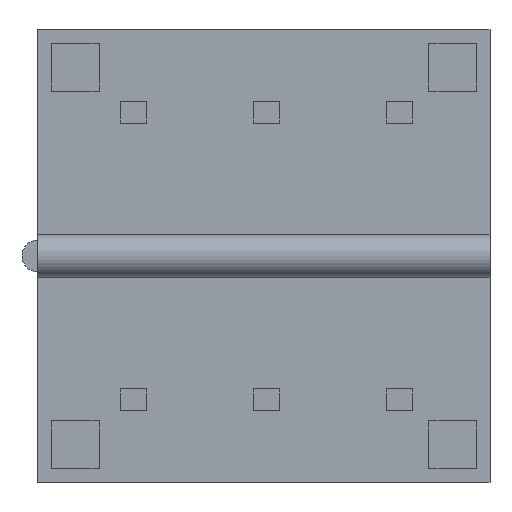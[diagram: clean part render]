
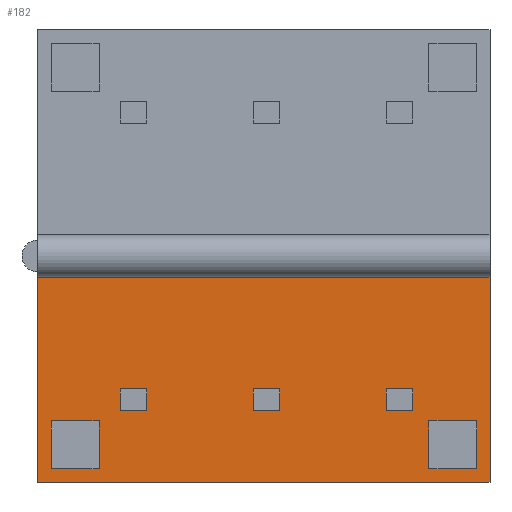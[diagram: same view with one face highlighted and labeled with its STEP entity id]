
A CAD part, front view. The second image highlights one B-rep face of the part: STEP entity #182.
In plain terms, the highlighted planar face has unit normal (0, -1, 0).
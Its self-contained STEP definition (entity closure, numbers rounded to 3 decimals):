
#106 = CARTESIAN_POINT ( 'NONE',  ( -4., 0.5, -4. ) ) ;
#182 = ADVANCED_FACE ( 'NONE', ( #3972, #2137, #3940 ), #4536, .T. ) ;
#276 = CARTESIAN_POINT ( 'NONE',  ( 4., 0.5, -3.1 ) ) ;
#503 = VERTEX_POINT ( 'NONE', #4434 ) ;
#506 = CARTESIAN_POINT ( 'NONE',  ( 4.25, 0.5, -0.4 ) ) ;
#619 = CARTESIAN_POINT ( 'NONE',  ( 4.25, 0.5, 0.4 ) ) ;
#644 = VECTOR ( 'NONE', #5333, 1000. ) ;
#661 = EDGE_CURVE ( 'NONE', #3884, #5214, #3781, .T. ) ;
#808 = LINE ( 'NONE', #5371, #644 ) ;
#903 = LINE ( 'NONE', #3722, #5452 ) ;
#962 = VECTOR ( 'NONE', #5958, 1000. ) ;
#1171 = VECTOR ( 'NONE', #2009, 1000. ) ;
#1204 = CARTESIAN_POINT ( 'NONE',  ( -3.1, 0.5, -3.1 ) ) ;
#1225 = VECTOR ( 'NONE', #3349, 1000. ) ;
#1228 = VERTEX_POINT ( 'NONE', #276 ) ;
#1279 = LINE ( 'NONE', #6022, #5842 ) ;
#1337 = DIRECTION ( 'NONE',  ( 1., 0., 0. ) ) ;
#1359 = DIRECTION ( 'NONE',  ( -1., 0., 0. ) ) ;
#1373 = CARTESIAN_POINT ( 'NONE',  ( 3.1, 0.5, -3.1 ) ) ;
#1378 = VERTEX_POINT ( 'NONE', #5145 ) ;
#1527 = ORIENTED_EDGE ( 'NONE', *, *, #2442, .T. ) ;
#1600 = EDGE_CURVE ( 'NONE', #4749, #3884, #5004, .T. ) ;
#1761 = DIRECTION ( 'NONE',  ( -1., 0., 0. ) ) ;
#1893 = EDGE_CURVE ( 'NONE', #4587, #503, #903, .T. ) ;
#1918 = CARTESIAN_POINT ( 'NONE',  ( 4., 0.5, -4. ) ) ;
#2002 = VERTEX_POINT ( 'NONE', #2879 ) ;
#2009 = DIRECTION ( 'NONE',  ( 0., 0., 1. ) ) ;
#2096 = CARTESIAN_POINT ( 'NONE',  ( 3.1, 0.5, -4. ) ) ;
#2134 = EDGE_CURVE ( 'NONE', #2961, #4587, #4351, .T. ) ;
#2137 = FACE_BOUND ( 'NONE', #3584, .T. ) ;
#2258 = EDGE_CURVE ( 'NONE', #2961, #1378, #5015, .T. ) ;
#2274 = DIRECTION ( 'NONE',  ( 1., 0., 0. ) ) ;
#2343 = ORIENTED_EDGE ( 'NONE', *, *, #6034, .F. ) ;
#2442 = EDGE_CURVE ( 'NONE', #5385, #4749, #1279, .T. ) ;
#2567 = EDGE_CURVE ( 'NONE', #2002, #3168, #2824, .T. ) ;
#2608 = CARTESIAN_POINT ( 'NONE',  ( -3.1, 0.5, -4. ) ) ;
#2661 = EDGE_LOOP ( 'NONE', ( #3213, #2343, #4570, #2813 ) ) ;
#2813 = ORIENTED_EDGE ( 'NONE', *, *, #2134, .F. ) ;
#2824 = LINE ( 'NONE', #1918, #4828 ) ;
#2879 = CARTESIAN_POINT ( 'NONE',  ( 4., 0.5, -4. ) ) ;
#2904 = CARTESIAN_POINT ( 'NONE',  ( -4.25, 0.5, -4.25 ) ) ;
#2911 = DIRECTION ( 'NONE',  ( -1., 0., 0. ) ) ;
#2920 = DIRECTION ( 'NONE',  ( 0., 0., -1. ) ) ;
#2961 = VERTEX_POINT ( 'NONE', #4388 ) ;
#3035 = CARTESIAN_POINT ( 'NONE',  ( 3.1, 0.5, -3.1 ) ) ;
#3154 = ORIENTED_EDGE ( 'NONE', *, *, #5618, .T. ) ;
#3168 = VERTEX_POINT ( 'NONE', #2096 ) ;
#3213 = ORIENTED_EDGE ( 'NONE', *, *, #2258, .T. ) ;
#3249 = ORIENTED_EDGE ( 'NONE', *, *, #2567, .T. ) ;
#3349 = DIRECTION ( 'NONE',  ( 0., 0., 1. ) ) ;
#3575 = DIRECTION ( 'NONE',  ( -1., 0., 0. ) ) ;
#3584 = EDGE_LOOP ( 'NONE', ( #1527, #5828, #5863, #6017 ) ) ;
#3722 = CARTESIAN_POINT ( 'NONE',  ( 4.25, 0.5, -4.25 ) ) ;
#3752 = CARTESIAN_POINT ( 'NONE',  ( -3.1, 0.5, -4. ) ) ;
#3781 = LINE ( 'NONE', #3752, #4420 ) ;
#3863 = CARTESIAN_POINT ( 'NONE',  ( -4., 0.5, -3.1 ) ) ;
#3884 = VERTEX_POINT ( 'NONE', #2608 ) ;
#3940 = FACE_OUTER_BOUND ( 'NONE', #2661, .T. ) ;
#3972 = FACE_BOUND ( 'NONE', #5254, .T. ) ;
#3987 = CARTESIAN_POINT ( 'NONE',  ( 4.25, 0.5, -4.25 ) ) ;
#3988 = ORIENTED_EDGE ( 'NONE', *, *, #4849, .T. ) ;
#3995 = CARTESIAN_POINT ( 'NONE',  ( -4., 0.5, -4. ) ) ;
#4028 = DIRECTION ( 'NONE',  ( 0., -1., 0. ) ) ;
#4036 = ORIENTED_EDGE ( 'NONE', *, *, #5587, .T. ) ;
#4166 = CARTESIAN_POINT ( 'NONE',  ( -3.1, 0.5, -3.1 ) ) ;
#4182 = EDGE_CURVE ( 'NONE', #5214, #5385, #4368, .T. ) ;
#4296 = VERTEX_POINT ( 'NONE', #3035 ) ;
#4351 = LINE ( 'NONE', #506, #5253 ) ;
#4367 = LINE ( 'NONE', #2904, #1225 ) ;
#4368 = LINE ( 'NONE', #106, #1171 ) ;
#4376 = CARTESIAN_POINT ( 'NONE',  ( 4., 0.5, -3.1 ) ) ;
#4388 = CARTESIAN_POINT ( 'NONE',  ( 4.25, 0.5, -0.4 ) ) ;
#4409 = DIRECTION ( 'NONE',  ( 0., 0., -1. ) ) ;
#4417 = CARTESIAN_POINT ( 'NONE',  ( 4.25, 0.5, -0.4 ) ) ;
#4420 = VECTOR ( 'NONE', #1359, 1000. ) ;
#4434 = CARTESIAN_POINT ( 'NONE',  ( -4.25, 0.5, -4.25 ) ) ;
#4536 = PLANE ( 'NONE',  #5230 ) ;
#4570 = ORIENTED_EDGE ( 'NONE', *, *, #1893, .F. ) ;
#4587 = VERTEX_POINT ( 'NONE', #3987 ) ;
#4749 = VERTEX_POINT ( 'NONE', #4166 ) ;
#4828 = VECTOR ( 'NONE', #2911, 1000. ) ;
#4849 = EDGE_CURVE ( 'NONE', #1228, #2002, #5804, .T. ) ;
#5004 = LINE ( 'NONE', #1204, #962 ) ;
#5015 = LINE ( 'NONE', #4417, #5338 ) ;
#5145 = CARTESIAN_POINT ( 'NONE',  ( -4.25, 0.5, -0.4 ) ) ;
#5214 = VERTEX_POINT ( 'NONE', #3995 ) ;
#5230 = AXIS2_PLACEMENT_3D ( 'NONE', #619, #4028, #5899 ) ;
#5253 = VECTOR ( 'NONE', #2920, 1000. ) ;
#5254 = EDGE_LOOP ( 'NONE', ( #4036, #3988, #3249, #3154 ) ) ;
#5333 = DIRECTION ( 'NONE',  ( 0., 0., 1. ) ) ;
#5338 = VECTOR ( 'NONE', #3575, 1000. ) ;
#5371 = CARTESIAN_POINT ( 'NONE',  ( 3.1, 0.5, -4. ) ) ;
#5385 = VERTEX_POINT ( 'NONE', #3863 ) ;
#5429 = VECTOR ( 'NONE', #2274, 1000. ) ;
#5452 = VECTOR ( 'NONE', #1761, 1000. ) ;
#5587 = EDGE_CURVE ( 'NONE', #4296, #1228, #5654, .T. ) ;
#5618 = EDGE_CURVE ( 'NONE', #3168, #4296, #808, .T. ) ;
#5654 = LINE ( 'NONE', #1373, #5429 ) ;
#5664 = VECTOR ( 'NONE', #4409, 1000. ) ;
#5804 = LINE ( 'NONE', #4376, #5664 ) ;
#5828 = ORIENTED_EDGE ( 'NONE', *, *, #1600, .T. ) ;
#5842 = VECTOR ( 'NONE', #1337, 1000. ) ;
#5863 = ORIENTED_EDGE ( 'NONE', *, *, #661, .T. ) ;
#5899 = DIRECTION ( 'NONE',  ( 0., 0., -1. ) ) ;
#5958 = DIRECTION ( 'NONE',  ( 0., 0., -1. ) ) ;
#6017 = ORIENTED_EDGE ( 'NONE', *, *, #4182, .T. ) ;
#6022 = CARTESIAN_POINT ( 'NONE',  ( -4., 0.5, -3.1 ) ) ;
#6034 = EDGE_CURVE ( 'NONE', #503, #1378, #4367, .T. ) ;
